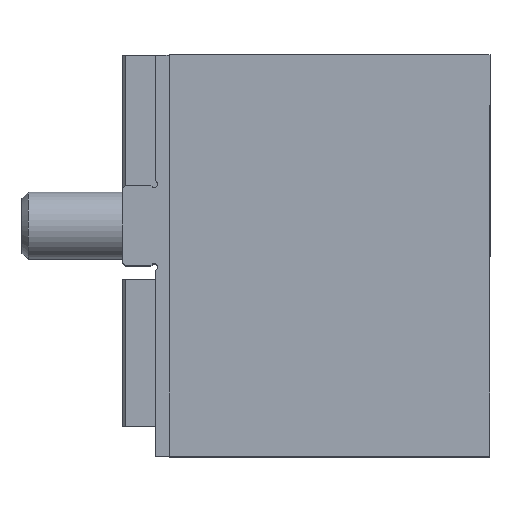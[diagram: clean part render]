
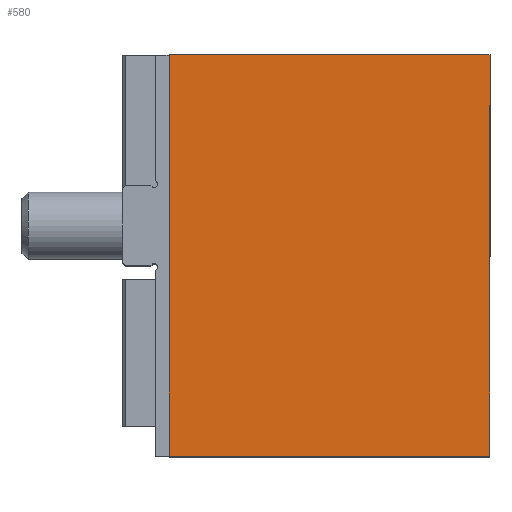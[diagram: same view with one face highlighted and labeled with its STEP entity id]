
A CAD part, top view. The second image highlights one B-rep face of the part: STEP entity #580.
In plain terms, the highlighted planar face has unit normal (0, 0, 1).
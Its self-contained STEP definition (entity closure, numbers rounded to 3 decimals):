
#152=CARTESIAN_POINT('',(50.,13.,109.5));
#153=VERTEX_POINT('',#152);
#160=CARTESIAN_POINT('',(2.,13.,109.5));
#161=VERTEX_POINT('',#160);
#162=CARTESIAN_POINT('',(2.0,13.,109.5));
#163=DIRECTION('',(1.0,0.0,0.0));
#164=VECTOR('',#163,48.);
#165=LINE('',#162,#164);
#166=EDGE_CURVE('',#161,#153,#165,.T.);
#263=CARTESIAN_POINT('',(50.0,73.0,109.5));
#264=VERTEX_POINT('',#263);
#352=CARTESIAN_POINT('',(2.,73.0,109.5));
#353=VERTEX_POINT('',#352);
#360=CARTESIAN_POINT('',(50.0,73.0,109.5));
#361=DIRECTION('',(-1.0,0.0,0.0));
#362=VECTOR('',#361,48.);
#363=LINE('',#360,#362);
#364=EDGE_CURVE('',#264,#353,#363,.T.);
#423=CARTESIAN_POINT('',(50.0,73.0,109.5));
#424=DIRECTION('',(0.0,-1.0,0.0));
#425=VECTOR('',#424,60.);
#426=LINE('',#423,#425);
#427=EDGE_CURVE('',#264,#153,#426,.T.);
#564=CARTESIAN_POINT('',(86.326,93.0,109.5));
#565=DIRECTION('',(0.0,0.0,-1.0));
#566=DIRECTION('',(-1.0,0.0,0.0));
#567=AXIS2_PLACEMENT_3D('',#564,#565,#566);
#568=PLANE('',#567);
#569=ORIENTED_EDGE('',*,*,#427,.F.);
#570=ORIENTED_EDGE('',*,*,#364,.T.);
#571=CARTESIAN_POINT('',(2.,13.,109.5));
#572=DIRECTION('',(0.0,1.0,0.0));
#573=VECTOR('',#572,60.);
#574=LINE('',#571,#573);
#575=EDGE_CURVE('',#161,#353,#574,.T.);
#576=ORIENTED_EDGE('',*,*,#575,.F.);
#577=ORIENTED_EDGE('',*,*,#166,.T.);
#578=EDGE_LOOP('',(#569,#570,#576,#577));
#579=FACE_OUTER_BOUND('',#578,.T.);
#580=ADVANCED_FACE('',(#579),#568,.F.);
